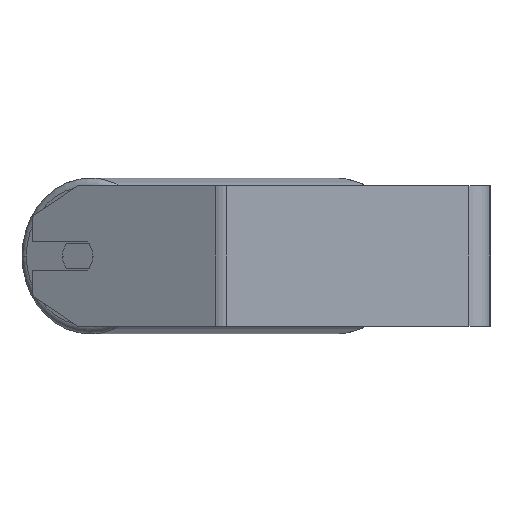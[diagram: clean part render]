
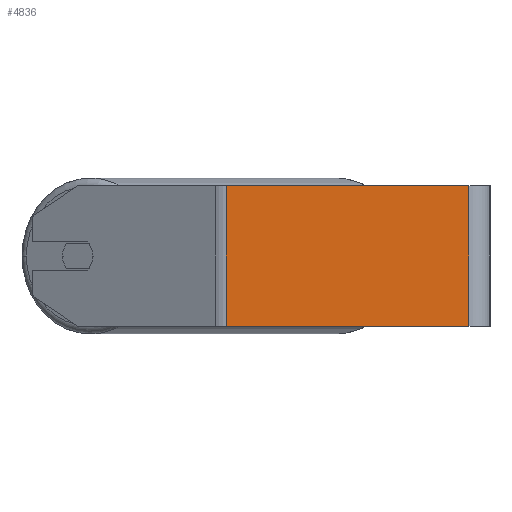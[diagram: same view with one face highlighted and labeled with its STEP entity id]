
A CAD part, left-side view. The second image highlights one B-rep face of the part: STEP entity #4836.
In plain terms, the highlighted planar face has unit normal (-1, 0, 0).
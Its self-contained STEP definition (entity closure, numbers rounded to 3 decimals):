
#145 = DIRECTION ( 'NONE',  ( 0., 0., -1. ) ) ;
#295 = EDGE_CURVE ( 'NONE', #1148, #2489, #2954, .T. ) ;
#347 = EDGE_CURVE ( 'NONE', #1148, #3109, #3575, .T. ) ;
#1039 = VECTOR ( 'NONE', #6522, 1000. ) ;
#1106 = CARTESIAN_POINT ( 'NONE',  ( -330., 12., -40. ) ) ;
#1148 = VERTEX_POINT ( 'NONE', #6530 ) ;
#1182 = LINE ( 'NONE', #4636, #2236 ) ;
#1255 = CARTESIAN_POINT ( 'NONE',  ( -330., 153.607, 40. ) ) ;
#1704 = ORIENTED_EDGE ( 'NONE', *, *, #4924, .F. ) ;
#2006 = AXIS2_PLACEMENT_3D ( 'NONE', #1255, #5739, #2841 ) ;
#2166 = ORIENTED_EDGE ( 'NONE', *, *, #3459, .T. ) ;
#2236 = VECTOR ( 'NONE', #2324, 1000. ) ;
#2324 = DIRECTION ( 'NONE',  ( 0., 0., -1. ) ) ;
#2489 = VERTEX_POINT ( 'NONE', #4626 ) ;
#2785 = VECTOR ( 'NONE', #145, 1000. ) ;
#2841 = DIRECTION ( 'NONE',  ( 0., 0., -1. ) ) ;
#2954 = LINE ( 'NONE', #6978, #2785 ) ;
#3109 = VERTEX_POINT ( 'NONE', #3179 ) ;
#3179 = CARTESIAN_POINT ( 'NONE',  ( -330., 12., 40. ) ) ;
#3384 = FACE_OUTER_BOUND ( 'NONE', #6163, .T. ) ;
#3459 = EDGE_CURVE ( 'NONE', #2489, #4732, #4889, .T. ) ;
#3570 = ORIENTED_EDGE ( 'NONE', *, *, #347, .F. ) ;
#3575 = LINE ( 'NONE', #3608, #4895 ) ;
#3608 = CARTESIAN_POINT ( 'NONE',  ( -330., 153.607, 40. ) ) ;
#3666 = ORIENTED_EDGE ( 'NONE', *, *, #295, .T. ) ;
#3750 = CARTESIAN_POINT ( 'NONE',  ( -330., 153.607, -40. ) ) ;
#4626 = CARTESIAN_POINT ( 'NONE',  ( -330., 150.392, -40. ) ) ;
#4636 = CARTESIAN_POINT ( 'NONE',  ( -330., 12., 40. ) ) ;
#4732 = VERTEX_POINT ( 'NONE', #1106 ) ;
#4836 = ADVANCED_FACE ( 'NONE', ( #3384 ), #6302, .F. ) ;
#4889 = LINE ( 'NONE', #3750, #1039 ) ;
#4895 = VECTOR ( 'NONE', #5854, 1000. ) ;
#4924 = EDGE_CURVE ( 'NONE', #3109, #4732, #1182, .T. ) ;
#5739 = DIRECTION ( 'NONE',  ( 1., 0., 0. ) ) ;
#5854 = DIRECTION ( 'NONE',  ( 0., -1., 0. ) ) ;
#6163 = EDGE_LOOP ( 'NONE', ( #2166, #1704, #3570, #3666 ) ) ;
#6302 = PLANE ( 'NONE',  #2006 ) ;
#6522 = DIRECTION ( 'NONE',  ( 0., -1., 0. ) ) ;
#6530 = CARTESIAN_POINT ( 'NONE',  ( -330., 150.392, 40. ) ) ;
#6978 = CARTESIAN_POINT ( 'NONE',  ( -330., 150.392, 40. ) ) ;
